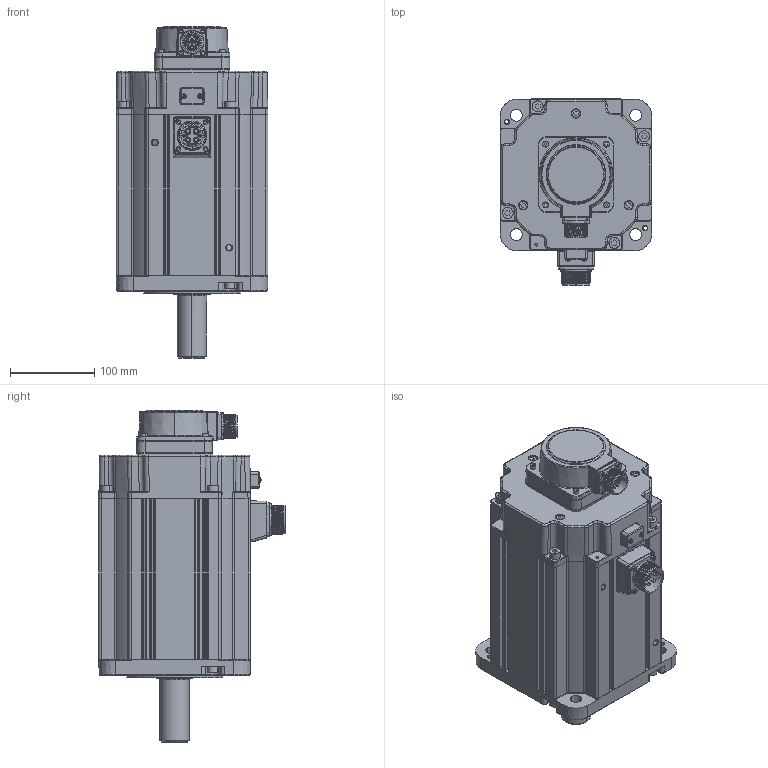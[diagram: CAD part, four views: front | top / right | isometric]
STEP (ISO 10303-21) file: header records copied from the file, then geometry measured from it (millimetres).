
FILE_DESCRIPTION (( 'STEP AP203' ), '1' );
FILE_NAME ('MS6G-180TH15EZ2-47P5.STEP', '2025-04-19T05:01:22', ( '' ), ( '' ), 'SwSTEP 2.0', 'SolidWorks 2022', '' );
FILE_SCHEMA (( 'CONFIG_CONTROL_DESIGN' ));
Products named in the file (1): MS6G-180TH15EZ2-47P5
Bounding box: 180 x 221.1 x 394 mm (x, y, z)
Volume: 7640340 mm3; surface area: 549361.1 mm2
Topology: 43 solids, 43 shells, 4110 faces, 10602 edges, 6771 vertices
Faces by surface type: plane 1825, cylinder 984, bspline 772, cone 267, torus 213, sphere 49
Entity records: 165314 total; most frequent: CARTESIAN_POINT 70579, ORIENTED_EDGE 20988, DIRECTION 17590, EDGE_CURVE 10494, VERTEX_POINT 6771, AXIS2_PLACEMENT_3D 5981, VECTOR 5628, LINE 5628
